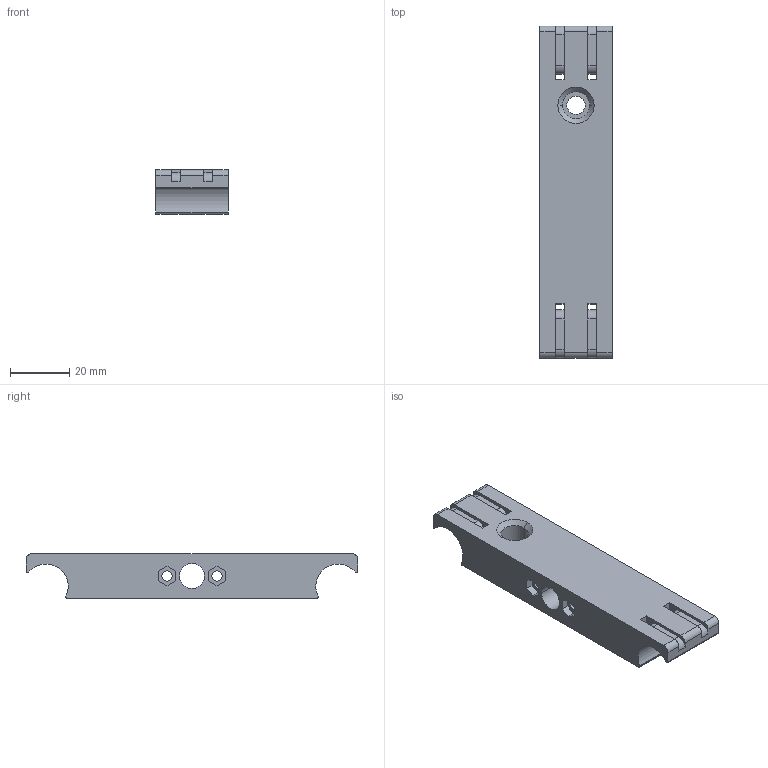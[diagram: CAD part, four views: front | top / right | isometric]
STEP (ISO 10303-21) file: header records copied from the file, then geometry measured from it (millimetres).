
FILE_DESCRIPTION (( 'STEP AP203' ), '1' );
FILE_NAME ('Zig Zag slider.STEP', '2021-07-31T11:17:53', ( '' ), ( '' ), 'SwSTEP 2.0', 'SolidWorks 2020', '' );
FILE_SCHEMA (( 'CONFIG_CONTROL_DESIGN' ));
Length unit declared in the file: millimetre
Products named in the file (1): Zig Zag slider
Bounding box: 24.5 x 112.5 x 15 mm (x, y, z)
Volume: 30484.3 mm3; surface area: 11157.5 mm2
Topology: 1 solids, 1 shells, 83 faces, 254 edges, 168 vertices
Faces by surface type: plane 41, cylinder 38, cone 4
Entity records: 2973 total; most frequent: DIRECTION 510, ORIENTED_EDGE 508, CARTESIAN_POINT 506, EDGE_CURVE 254, AXIS2_PLACEMENT_3D 172, VERTEX_POINT 168, LINE 166, VECTOR 166
